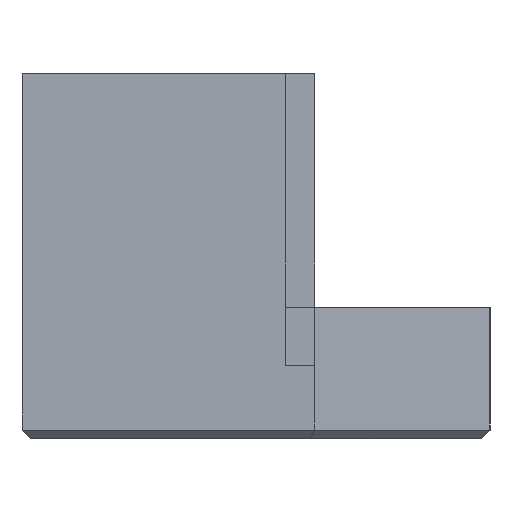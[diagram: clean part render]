
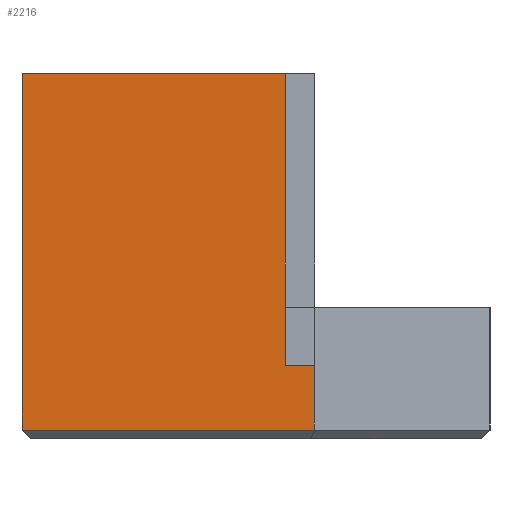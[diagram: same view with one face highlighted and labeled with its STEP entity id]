
A CAD part, left-side view. The second image highlights one B-rep face of the part: STEP entity #2216.
In plain terms, the highlighted planar face has unit normal (-1, 0, 0).
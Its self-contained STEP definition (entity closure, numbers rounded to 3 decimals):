
#126 = PLANE('',#127);
#127 = AXIS2_PLACEMENT_3D('',#128,#129,#130);
#128 = CARTESIAN_POINT('',(-20.,16.,12.5));
#129 = DIRECTION('',(0.,-1.,0.));
#130 = DIRECTION('',(0.,0.,-1.));
#574 = PLANE('',#575);
#575 = AXIS2_PLACEMENT_3D('',#576,#577,#578);
#576 = CARTESIAN_POINT('',(-20.,16.,12.5));
#577 = DIRECTION('',(0.,0.,-1.));
#578 = DIRECTION('',(-1.,0.,0.));
#780 = VERTEX_POINT('',#781);
#781 = CARTESIAN_POINT('',(-20.,16.,0.3));
#807 = EDGE_CURVE('',#808,#780,#810,.T.);
#808 = VERTEX_POINT('',#809);
#809 = CARTESIAN_POINT('',(-20.,16.,12.5));
#810 = SURFACE_CURVE('',#811,(#815,#822),.PCURVE_S1.);
#811 = LINE('',#812,#813);
#812 = CARTESIAN_POINT('',(-20.,16.,12.5));
#813 = VECTOR('',#814,1.);
#814 = DIRECTION('',(0.,0.,-1.));
#815 = PCURVE('',#126,#816);
#816 = DEFINITIONAL_REPRESENTATION('',(#817),#821);
#817 = LINE('',#818,#819);
#818 = CARTESIAN_POINT('',(0.,0.));
#819 = VECTOR('',#820,1.);
#820 = DIRECTION('',(1.,0.));
#821 = ( GEOMETRIC_REPRESENTATION_CONTEXT(2) 
PARAMETRIC_REPRESENTATION_CONTEXT() REPRESENTATION_CONTEXT('2D SPACE',''
  ) );
#822 = PCURVE('',#823,#828);
#823 = PLANE('',#824);
#824 = AXIS2_PLACEMENT_3D('',#825,#826,#827);
#825 = CARTESIAN_POINT('',(-20.,0.,12.5));
#826 = DIRECTION('',(1.,0.,0.));
#827 = DIRECTION('',(0.,0.,-1.));
#828 = DEFINITIONAL_REPRESENTATION('',(#829),#833);
#829 = LINE('',#830,#831);
#830 = CARTESIAN_POINT('',(0.,16.));
#831 = VECTOR('',#832,1.);
#832 = DIRECTION('',(1.,0.));
#833 = ( GEOMETRIC_REPRESENTATION_CONTEXT(2) 
PARAMETRIC_REPRESENTATION_CONTEXT() REPRESENTATION_CONTEXT('2D SPACE',''
  ) );
#1773 = VERTEX_POINT('',#1774);
#1774 = CARTESIAN_POINT('',(-20.,7.,12.5));
#1795 = EDGE_CURVE('',#808,#1773,#1796,.T.);
#1796 = SURFACE_CURVE('',#1797,(#1801,#1808),.PCURVE_S1.);
#1797 = LINE('',#1798,#1799);
#1798 = CARTESIAN_POINT('',(-20.,16.,12.5));
#1799 = VECTOR('',#1800,1.);
#1800 = DIRECTION('',(0.,-1.,0.));
#1801 = PCURVE('',#574,#1802);
#1802 = DEFINITIONAL_REPRESENTATION('',(#1803),#1807);
#1803 = LINE('',#1804,#1805);
#1804 = CARTESIAN_POINT('',(0.,0.));
#1805 = VECTOR('',#1806,1.);
#1806 = DIRECTION('',(0.,-1.));
#1807 = ( GEOMETRIC_REPRESENTATION_CONTEXT(2) 
PARAMETRIC_REPRESENTATION_CONTEXT() REPRESENTATION_CONTEXT('2D SPACE',''
  ) );
#1808 = PCURVE('',#823,#1809);
#1809 = DEFINITIONAL_REPRESENTATION('',(#1810),#1814);
#1810 = LINE('',#1811,#1812);
#1811 = CARTESIAN_POINT('',(0.,16.));
#1812 = VECTOR('',#1813,1.);
#1813 = DIRECTION('',(0.,-1.));
#1814 = ( GEOMETRIC_REPRESENTATION_CONTEXT(2) 
PARAMETRIC_REPRESENTATION_CONTEXT() REPRESENTATION_CONTEXT('2D SPACE',''
  ) );
#2205 = PLANE('',#2206);
#2206 = AXIS2_PLACEMENT_3D('',#2207,#2208,#2209);
#2207 = CARTESIAN_POINT('',(-20.,0.,0.3));
#2208 = DIRECTION('',(-0.707,0.,-0.707));
#2209 = DIRECTION('',(0.,1.,0.));
#2216 = ADVANCED_FACE('',(#2217),#823,.F.);
#2217 = FACE_BOUND('',#2218,.F.);
#2218 = EDGE_LOOP('',(#2219,#2220,#2221,#2249,#2277,#2300,#2328));
#2219 = ORIENTED_EDGE('',*,*,#807,.F.);
#2220 = ORIENTED_EDGE('',*,*,#1795,.T.);
#2221 = ORIENTED_EDGE('',*,*,#2222,.F.);
#2222 = EDGE_CURVE('',#2223,#1773,#2225,.T.);
#2223 = VERTEX_POINT('',#2224);
#2224 = CARTESIAN_POINT('',(-20.,7.,4.5));
#2225 = SURFACE_CURVE('',#2226,(#2230,#2237),.PCURVE_S1.);
#2226 = LINE('',#2227,#2228);
#2227 = CARTESIAN_POINT('',(-20.,7.,4.5));
#2228 = VECTOR('',#2229,1.);
#2229 = DIRECTION('',(0.,0.,1.));
#2230 = PCURVE('',#823,#2231);
#2231 = DEFINITIONAL_REPRESENTATION('',(#2232),#2236);
#2232 = LINE('',#2233,#2234);
#2233 = CARTESIAN_POINT('',(8.,7.));
#2234 = VECTOR('',#2235,1.);
#2235 = DIRECTION('',(-1.,0.));
#2236 = ( GEOMETRIC_REPRESENTATION_CONTEXT(2) 
PARAMETRIC_REPRESENTATION_CONTEXT() REPRESENTATION_CONTEXT('2D SPACE',''
  ) );
#2237 = PCURVE('',#2238,#2243);
#2238 = PLANE('',#2239);
#2239 = AXIS2_PLACEMENT_3D('',#2240,#2241,#2242);
#2240 = CARTESIAN_POINT('',(-20.,7.,2.5));
#2241 = DIRECTION('',(1.,0.,0.));
#2242 = DIRECTION('',(0.,-1.,0.));
#2243 = DEFINITIONAL_REPRESENTATION('',(#2244),#2248);
#2244 = LINE('',#2245,#2246);
#2245 = CARTESIAN_POINT('',(0.,-2.));
#2246 = VECTOR('',#2247,1.);
#2247 = DIRECTION('',(0.,-1.));
#2248 = ( GEOMETRIC_REPRESENTATION_CONTEXT(2) 
PARAMETRIC_REPRESENTATION_CONTEXT() REPRESENTATION_CONTEXT('2D SPACE',''
  ) );
#2249 = ORIENTED_EDGE('',*,*,#2250,.F.);
#2250 = EDGE_CURVE('',#2251,#2223,#2253,.T.);
#2251 = VERTEX_POINT('',#2252);
#2252 = CARTESIAN_POINT('',(-20.,7.,2.5));
#2253 = SURFACE_CURVE('',#2254,(#2258,#2265),.PCURVE_S1.);
#2254 = LINE('',#2255,#2256);
#2255 = CARTESIAN_POINT('',(-20.,7.,2.5));
#2256 = VECTOR('',#2257,1.);
#2257 = DIRECTION('',(0.,0.,1.));
#2258 = PCURVE('',#823,#2259);
#2259 = DEFINITIONAL_REPRESENTATION('',(#2260),#2264);
#2260 = LINE('',#2261,#2262);
#2261 = CARTESIAN_POINT('',(10.,7.));
#2262 = VECTOR('',#2263,1.);
#2263 = DIRECTION('',(-1.,0.));
#2264 = ( GEOMETRIC_REPRESENTATION_CONTEXT(2) 
PARAMETRIC_REPRESENTATION_CONTEXT() REPRESENTATION_CONTEXT('2D SPACE',''
  ) );
#2265 = PCURVE('',#2266,#2271);
#2266 = PLANE('',#2267);
#2267 = AXIS2_PLACEMENT_3D('',#2268,#2269,#2270);
#2268 = CARTESIAN_POINT('',(-20.,0.,12.5));
#2269 = DIRECTION('',(1.,0.,0.));
#2270 = DIRECTION('',(0.,0.,-1.));
#2271 = DEFINITIONAL_REPRESENTATION('',(#2272),#2276);
#2272 = LINE('',#2273,#2274);
#2273 = CARTESIAN_POINT('',(10.,7.));
#2274 = VECTOR('',#2275,1.);
#2275 = DIRECTION('',(-1.,0.));
#2276 = ( GEOMETRIC_REPRESENTATION_CONTEXT(2) 
PARAMETRIC_REPRESENTATION_CONTEXT() REPRESENTATION_CONTEXT('2D SPACE',''
  ) );
#2277 = ORIENTED_EDGE('',*,*,#2278,.T.);
#2278 = EDGE_CURVE('',#2251,#2279,#2281,.T.);
#2279 = VERTEX_POINT('',#2280);
#2280 = CARTESIAN_POINT('',(-20.,6.,2.5));
#2281 = SURFACE_CURVE('',#2282,(#2286,#2293),.PCURVE_S1.);
#2282 = LINE('',#2283,#2284);
#2283 = CARTESIAN_POINT('',(-20.,7.,2.5));
#2284 = VECTOR('',#2285,1.);
#2285 = DIRECTION('',(0.,-1.,0.));
#2286 = PCURVE('',#823,#2287);
#2287 = DEFINITIONAL_REPRESENTATION('',(#2288),#2292);
#2288 = LINE('',#2289,#2290);
#2289 = CARTESIAN_POINT('',(10.,7.));
#2290 = VECTOR('',#2291,1.);
#2291 = DIRECTION('',(0.,-1.));
#2292 = ( GEOMETRIC_REPRESENTATION_CONTEXT(2) 
PARAMETRIC_REPRESENTATION_CONTEXT() REPRESENTATION_CONTEXT('2D SPACE',''
  ) );
#2293 = PCURVE('',#2266,#2294);
#2294 = DEFINITIONAL_REPRESENTATION('',(#2295),#2299);
#2295 = LINE('',#2296,#2297);
#2296 = CARTESIAN_POINT('',(10.,7.));
#2297 = VECTOR('',#2298,1.);
#2298 = DIRECTION('',(0.,-1.));
#2299 = ( GEOMETRIC_REPRESENTATION_CONTEXT(2) 
PARAMETRIC_REPRESENTATION_CONTEXT() REPRESENTATION_CONTEXT('2D SPACE',''
  ) );
#2300 = ORIENTED_EDGE('',*,*,#2301,.F.);
#2301 = EDGE_CURVE('',#2302,#2279,#2304,.T.);
#2302 = VERTEX_POINT('',#2303);
#2303 = CARTESIAN_POINT('',(-20.,6.,0.3));
#2304 = SURFACE_CURVE('',#2305,(#2309,#2316),.PCURVE_S1.);
#2305 = LINE('',#2306,#2307);
#2306 = CARTESIAN_POINT('',(-20.,6.,0.3));
#2307 = VECTOR('',#2308,1.);
#2308 = DIRECTION('',(0.,0.,1.));
#2309 = PCURVE('',#823,#2310);
#2310 = DEFINITIONAL_REPRESENTATION('',(#2311),#2315);
#2311 = LINE('',#2312,#2313);
#2312 = CARTESIAN_POINT('',(12.2,6.));
#2313 = VECTOR('',#2314,1.);
#2314 = DIRECTION('',(-1.,0.));
#2315 = ( GEOMETRIC_REPRESENTATION_CONTEXT(2) 
PARAMETRIC_REPRESENTATION_CONTEXT() REPRESENTATION_CONTEXT('2D SPACE',''
  ) );
#2316 = PCURVE('',#2317,#2322);
#2317 = PLANE('',#2318);
#2318 = AXIS2_PLACEMENT_3D('',#2319,#2320,#2321);
#2319 = CARTESIAN_POINT('',(-14.,0.,12.5));
#2320 = DIRECTION('',(0.707,0.707,0.));
#2321 = DIRECTION('',(0.,0.,-1.));
#2322 = DEFINITIONAL_REPRESENTATION('',(#2323),#2327);
#2323 = LINE('',#2324,#2325);
#2324 = CARTESIAN_POINT('',(12.2,8.485));
#2325 = VECTOR('',#2326,1.);
#2326 = DIRECTION('',(-1.,0.));
#2327 = ( GEOMETRIC_REPRESENTATION_CONTEXT(2) 
PARAMETRIC_REPRESENTATION_CONTEXT() REPRESENTATION_CONTEXT('2D SPACE',''
  ) );
#2328 = ORIENTED_EDGE('',*,*,#2329,.F.);
#2329 = EDGE_CURVE('',#780,#2302,#2330,.T.);
#2330 = SURFACE_CURVE('',#2331,(#2335,#2342),.PCURVE_S1.);
#2331 = LINE('',#2332,#2333);
#2332 = CARTESIAN_POINT('',(-20.,16.,0.3));
#2333 = VECTOR('',#2334,1.);
#2334 = DIRECTION('',(0.,-1.,0.));
#2335 = PCURVE('',#823,#2336);
#2336 = DEFINITIONAL_REPRESENTATION('',(#2337),#2341);
#2337 = LINE('',#2338,#2339);
#2338 = CARTESIAN_POINT('',(12.2,16.));
#2339 = VECTOR('',#2340,1.);
#2340 = DIRECTION('',(0.,-1.));
#2341 = ( GEOMETRIC_REPRESENTATION_CONTEXT(2) 
PARAMETRIC_REPRESENTATION_CONTEXT() REPRESENTATION_CONTEXT('2D SPACE',''
  ) );
#2342 = PCURVE('',#2205,#2343);
#2343 = DEFINITIONAL_REPRESENTATION('',(#2344),#2348);
#2344 = LINE('',#2345,#2346);
#2345 = CARTESIAN_POINT('',(16.,0.));
#2346 = VECTOR('',#2347,1.);
#2347 = DIRECTION('',(-1.,0.));
#2348 = ( GEOMETRIC_REPRESENTATION_CONTEXT(2) 
PARAMETRIC_REPRESENTATION_CONTEXT() REPRESENTATION_CONTEXT('2D SPACE',''
  ) );
